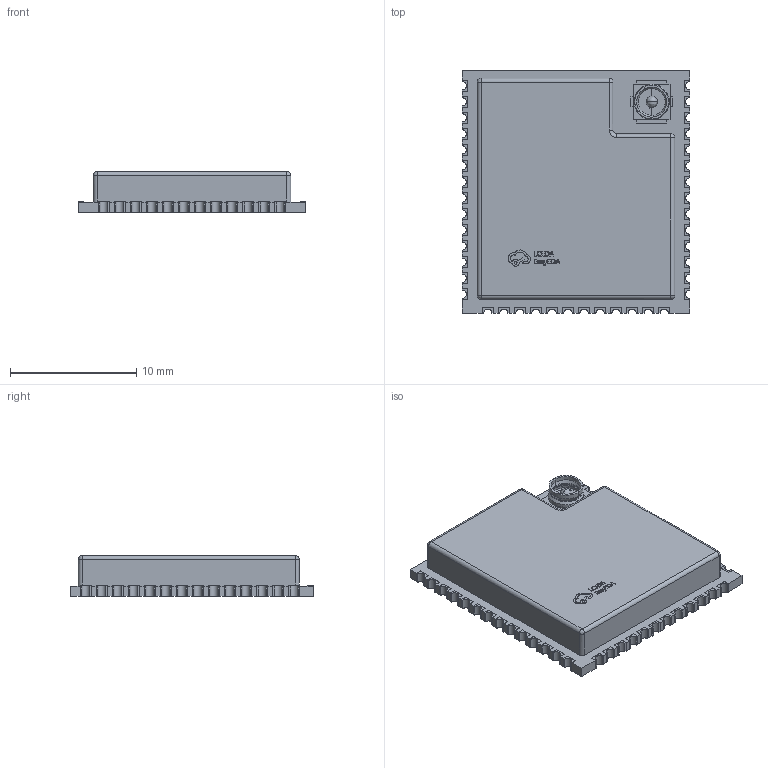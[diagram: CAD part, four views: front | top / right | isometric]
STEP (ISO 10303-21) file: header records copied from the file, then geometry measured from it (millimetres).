
FILE_DESCRIPTION(('Open CASCADE Model'),'2;1');
FILE_NAME('Open CASCADE Shape Model','2025-11-02T00:13:35',('Author'),( 'Open CASCADE'),'Open CASCADE STEP processor 7.9','Open CASCADE 7.9' ,'Unknown');
FILE_SCHEMA(('AUTOMOTIVE_DESIGN { 1 0 10303 214 1 1 1 1 }'));
Length unit declared in the file: millimetre
Products named in the file (1): COMPOUND
Bounding box: 18.02 x 19.21 x 3.21 mm (x, y, z)
Volume: 883.3 mm3; surface area: 968.7 mm2
Topology: 25 solids, 25 shells, 894 faces, 2443 edges, 1606 vertices
Faces by surface type: bspline 894
Entity records: 33374 total; most frequent: CARTESIAN_POINT 12508, ORIENTED_EDGE 4864, EDGE_CURVE 2432, B_SPLINE_CURVE_WITH_KNOTS 2247, VERTEX_POINT 1606, FACE_BOUND 924, EDGE_LOOP 924, ADVANCED_FACE 894
